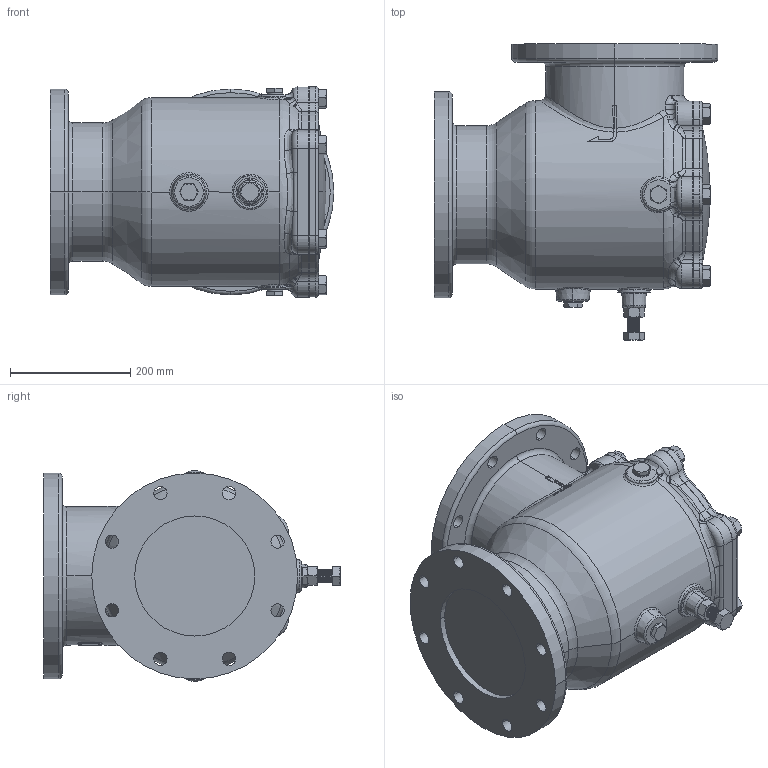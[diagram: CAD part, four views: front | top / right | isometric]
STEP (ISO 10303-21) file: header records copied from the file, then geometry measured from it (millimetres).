
FILE_DESCRIPTION (( 'STEP AP214' ), '1' );
FILE_NAME ('SD-8in_8in-125Lb.STEP', '2017-09-14T20:17:18', ( '' ), ( '' ), 'SwSTEP 2.0', 'SolidWorks 2013', '' );
FILE_SCHEMA (( 'AUTOMOTIVE_DESIGN' ));
Length unit declared in the file: inch
Products named in the file (4): SD-8in_8in-125Lb; X2SD-8in_8in-125Lb; X1SD-8in_8in-125Lb
Assembly tree (3 placements, depth 2):
  SD-8in_8in-125Lb
    SD-8in_8in-125Lb
    X1SD-8in_8in-125Lb
    X2SD-8in_8in-125Lb
Bounding box: 472.5 x 492.94 x 351 mm (x, y, z)
Volume: 37046390.4 mm3; surface area: 1058327 mm2
Topology: 3 solids, 5 shells, 729 faces, 1804 edges, 1103 vertices
Faces by surface type: cylinder 255, plane 163, bspline 123, cone 109, torus 77, sphere 2
Entity records: 58561 total; most frequent: CARTESIAN_POINT 42670, ORIENTED_EDGE 3588, DIRECTION 3022, EDGE_CURVE 1794, AXIS2_PLACEMENT_3D 1255, VERTEX_POINT 1101, EDGE_LOOP 789, FACE_OUTER_BOUND 729
